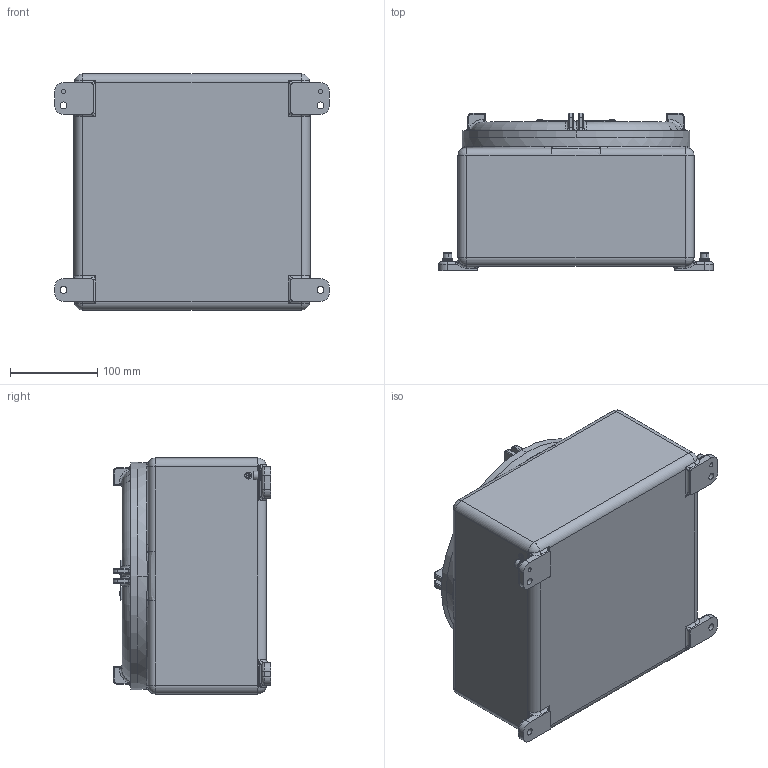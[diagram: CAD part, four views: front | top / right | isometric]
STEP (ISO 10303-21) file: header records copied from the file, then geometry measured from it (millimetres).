
FILE_DESCRIPTION (( 'STEP AP203' ), '1' );
FILE_NAME ('40102020.step', '2019-04-15T14:01:24', ( '' ), ( '' ), 'SwSTEP 2.0', 'SolidWorks 2018', '' );
FILE_SCHEMA (( 'CONFIG_CONTROL_DESIGN' ));
Length unit declared in the file: millimetre
Products named in the file (16): 98646; 92081; 92783; 40000036126_4g; 93414; 70601; 92780; 40302020; 40102020; 93428_DIN 912 M6 x 10 --- 10N; 98063; 82462; 93412; 70651; 92793; 98086
Assembly tree (34 placements, depth 2):
  40000036126_4g
  40102020
    70601
    82462
    40302020
    98063  x10
    93428_DIN 912 M6 x 10 --- 10N  x7
    98086  x3
    92081  x3
    70651
    92783
    93414  x2
    92780
    93412  x2
    98646
  92793
Bounding box: 314 x 180 x 270 mm (x, y, z)
Volume: 3358012.8 mm3; surface area: 737981.3 mm2
Topology: 34 solids, 34 shells, 1666 faces, 3947 edges, 2293 vertices
Faces by surface type: cylinder 594, plane 509, torus 245, bspline 224, cone 70, sphere 24
Entity records: 50308 total; most frequent: CARTESIAN_POINT 19547, DIRECTION 6060, ORIENTED_EDGE 5970, EDGE_CURVE 2985, AXIS2_PLACEMENT_3D 2422, VERTEX_POINT 1761, EDGE_LOOP 1372, CIRCLE 1312
